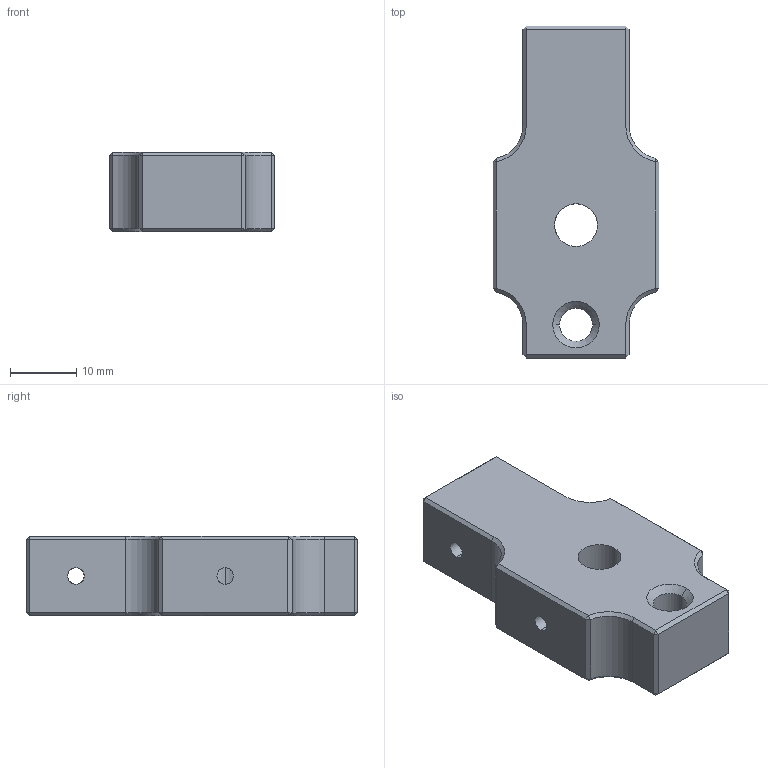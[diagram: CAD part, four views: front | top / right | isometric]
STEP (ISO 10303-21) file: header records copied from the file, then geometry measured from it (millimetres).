
FILE_DESCRIPTION (( 'STEP AP214' ), '1' );
FILE_NAME ('Shaft Pivot.STEP', '2025-01-30T20:36:32', ( '' ), ( '' ), 'SwSTEP 2.0', 'SolidWorks 2022', '' );
FILE_SCHEMA (( 'AUTOMOTIVE_DESIGN' ));
Length unit declared in the file: millimetre
Products named in the file (1): Shaft Pivot
Bounding box: 25 x 50 x 12 mm (x, y, z)
Volume: 9201.7 mm3; surface area: 4793 mm2
Topology: 1 solids, 1 shells, 79 faces, 169 edges, 92 vertices
Faces by surface type: plane 51, cylinder 16, cone 12
Entity records: 2213 total; most frequent: CARTESIAN_POINT 483, DIRECTION 353, ORIENTED_EDGE 338, EDGE_CURVE 169, AXIS2_PLACEMENT_3D 118, LINE 117, VECTOR 117, VERTEX_POINT 92
